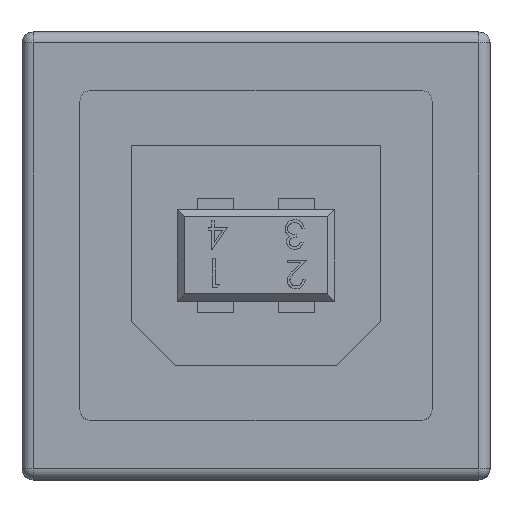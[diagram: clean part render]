
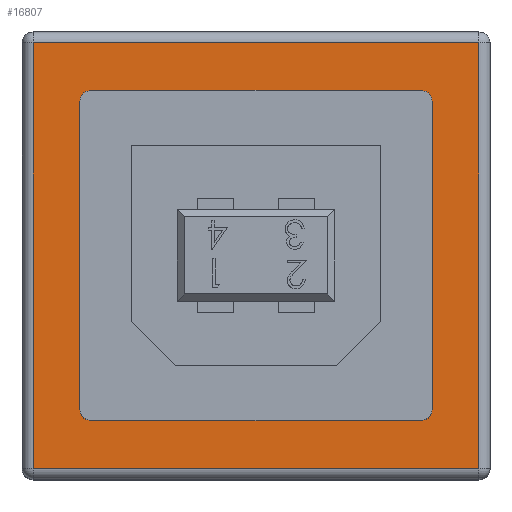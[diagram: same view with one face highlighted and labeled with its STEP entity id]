
A CAD part, top view. The second image highlights one B-rep face of the part: STEP entity #16807.
In plain terms, the highlighted planar face has unit normal (0, 0, 1).
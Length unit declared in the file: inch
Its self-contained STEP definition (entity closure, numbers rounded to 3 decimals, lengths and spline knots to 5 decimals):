
#1905 = EDGE_CURVE ( 'NONE', #1915, #16890, #16247, .T. ) ;
#1906 = ORIENTED_EDGE ( 'NONE', *, *, #1905, .T. ) ;
#1913 = VERTEX_POINT ( 'NONE', #16241 ) ;
#1914 = ORIENTED_EDGE ( 'NONE', *, *, #1919, .F. ) ;
#1915 = VERTEX_POINT ( 'NONE', #16240 ) ;
#1916 = EDGE_CURVE ( 'NONE', #1920, #2168, #16239, .T. ) ;
#1917 = EDGE_LOOP ( 'NONE', ( #1914, #1906, #16891, #16876, #16872, #16862, #16865, #16857 ) ) ;
#1918 = ORIENTED_EDGE ( 'NONE', *, *, #1916, .T. ) ;
#1919 = EDGE_CURVE ( 'NONE', #1915, #1913, #16235, .T. ) ;
#1920 = VERTEX_POINT ( 'NONE', #16231 ) ;
#1921 = ORIENTED_EDGE ( 'NONE', *, *, #1922, .T. ) ;
#1922 = EDGE_CURVE ( 'NONE', #1923, #1920, #16230, .T. ) ;
#1923 = VERTEX_POINT ( 'NONE', #16226 ) ;
#1925 = EDGE_CURVE ( 'NONE', #2122, #1923, #16225, .T. ) ;
#2113 = ORIENTED_EDGE ( 'NONE', *, *, #1925, .T. ) ;
#2121 = EDGE_CURVE ( 'NONE', #2168, #2122, #16587, .T. ) ;
#2122 = VERTEX_POINT ( 'NONE', #16583 ) ;
#2168 = VERTEX_POINT ( 'NONE', #16695 ) ;
#2884 = ORIENTED_EDGE ( 'NONE', *, *, #2121, .T. ) ;
#7153 = PLANE ( 'NONE',  #7272 ) ;
#7154 = FACE_BOUND ( 'NONE', #1917, .T. ) ;
#7155 = FACE_OUTER_BOUND ( 'NONE', #16796, .T. ) ;
#7239 = CARTESIAN_POINT ( 'NONE',  ( 0.225, 0.225, 0.357 ) ) ;
#7269 = DIRECTION ( 'NONE',  ( -1., 0., 0. ) ) ;
#7270 = DIRECTION ( 'NONE',  ( 0., 0., -1. ) ) ;
#7271 = CARTESIAN_POINT ( 'NONE',  ( 0.319, 0.305, 0.357 ) ) ;
#7272 = AXIS2_PLACEMENT_3D ( 'NONE', #7271, #7270, #7269 ) ;
#7337 = CARTESIAN_POINT ( 'NONE',  ( -0.24, 0.21, 0.357 ) ) ;
#7338 = DIRECTION ( 'NONE',  ( -1., 0., 0. ) ) ;
#7339 = DIRECTION ( 'NONE',  ( 0., 0., -1. ) ) ;
#7340 = CARTESIAN_POINT ( 'NONE',  ( 0.225, 0.21, 0.357 ) ) ;
#7341 = AXIS2_PLACEMENT_3D ( 'NONE', #7340, #7339, #7338 ) ;
#7342 = CIRCLE ( 'NONE', #7341, 0.015 ) ;
#7371 = CIRCLE ( 'NONE', #7433, 0.015 ) ;
#7372 = CARTESIAN_POINT ( 'NONE',  ( -0.225, -0.225, 0.357 ) ) ;
#7373 = DIRECTION ( 'NONE',  ( 1., 0., 0. ) ) ;
#7374 = VECTOR ( 'NONE', #7373, 39.37008 ) ;
#7375 = CARTESIAN_POINT ( 'NONE',  ( 0.24, -0.225, 0.357 ) ) ;
#7376 = LINE ( 'NONE', #7375, #7374 ) ;
#7377 = DIRECTION ( 'NONE',  ( 0., -1., 0. ) ) ;
#7378 = VECTOR ( 'NONE', #7377, 39.37008 ) ;
#7379 = CARTESIAN_POINT ( 'NONE',  ( -0.24, 0.225, 0.357 ) ) ;
#7380 = LINE ( 'NONE', #7379, #7378 ) ;
#7381 = CARTESIAN_POINT ( 'NONE',  ( -0.24, -0.21, 0.357 ) ) ;
#7393 = DIRECTION ( 'NONE',  ( -1., 0., 0. ) ) ;
#7394 = VECTOR ( 'NONE', #7393, 39.37008 ) ;
#7395 = CARTESIAN_POINT ( 'NONE',  ( 0.24, 0.225, 0.357 ) ) ;
#7396 = LINE ( 'NONE', #7395, #7394 ) ;
#7397 = CARTESIAN_POINT ( 'NONE',  ( -0.225, 0.225, 0.357 ) ) ;
#7398 = DIRECTION ( 'NONE',  ( -1., 0., 0. ) ) ;
#7399 = DIRECTION ( 'NONE',  ( 0., 0., -1. ) ) ;
#7400 = CARTESIAN_POINT ( 'NONE',  ( -0.225, 0.21, 0.357 ) ) ;
#7401 = AXIS2_PLACEMENT_3D ( 'NONE', #7400, #7399, #7398 ) ;
#7402 = CIRCLE ( 'NONE', #7401, 0.015 ) ;
#7415 = CARTESIAN_POINT ( 'NONE',  ( 0.225, -0.225, 0.357 ) ) ;
#7430 = DIRECTION ( 'NONE',  ( -1., 0., 0. ) ) ;
#7431 = DIRECTION ( 'NONE',  ( 0., 0., -1. ) ) ;
#7432 = CARTESIAN_POINT ( 'NONE',  ( -0.225, -0.21, 0.357 ) ) ;
#7433 = AXIS2_PLACEMENT_3D ( 'NONE', #7432, #7431, #7430 ) ;
#16222 = DIRECTION ( 'NONE',  ( 0., 1., 0. ) ) ;
#16223 = VECTOR ( 'NONE', #16222, 39.37008 ) ;
#16224 = CARTESIAN_POINT ( 'NONE',  ( 0.304, 0.305, 0.357 ) ) ;
#16225 = LINE ( 'NONE', #16224, #16223 ) ;
#16226 = CARTESIAN_POINT ( 'NONE',  ( 0.304, 0.29, 0.357 ) ) ;
#16227 = DIRECTION ( 'NONE',  ( -1., 0., 0. ) ) ;
#16228 = VECTOR ( 'NONE', #16227, 39.37008 ) ;
#16229 = CARTESIAN_POINT ( 'NONE',  ( -0.319, 0.29, 0.357 ) ) ;
#16230 = LINE ( 'NONE', #16229, #16228 ) ;
#16231 = CARTESIAN_POINT ( 'NONE',  ( -0.304, 0.29, 0.357 ) ) ;
#16232 = DIRECTION ( 'NONE',  ( 0., 1., 0. ) ) ;
#16233 = VECTOR ( 'NONE', #16232, 39.37008 ) ;
#16234 = CARTESIAN_POINT ( 'NONE',  ( 0.24, 0.225, 0.357 ) ) ;
#16235 = LINE ( 'NONE', #16234, #16233 ) ;
#16236 = DIRECTION ( 'NONE',  ( 0., -1., 0. ) ) ;
#16237 = VECTOR ( 'NONE', #16236, 39.37008 ) ;
#16238 = CARTESIAN_POINT ( 'NONE',  ( -0.304, 0.305, 0.357 ) ) ;
#16239 = LINE ( 'NONE', #16238, #16237 ) ;
#16240 = CARTESIAN_POINT ( 'NONE',  ( 0.24, -0.21, 0.357 ) ) ;
#16241 = CARTESIAN_POINT ( 'NONE',  ( 0.24, 0.21, 0.357 ) ) ;
#16243 = DIRECTION ( 'NONE',  ( -1., 0., 0. ) ) ;
#16244 = DIRECTION ( 'NONE',  ( 0., 0., -1. ) ) ;
#16245 = CARTESIAN_POINT ( 'NONE',  ( 0.225, -0.21, 0.357 ) ) ;
#16246 = AXIS2_PLACEMENT_3D ( 'NONE', #16245, #16244, #16243 ) ;
#16247 = CIRCLE ( 'NONE', #16246, 0.015 ) ;
#16583 = CARTESIAN_POINT ( 'NONE',  ( 0.304, -0.29, 0.357 ) ) ;
#16584 = DIRECTION ( 'NONE',  ( 1., 0., 0. ) ) ;
#16585 = VECTOR ( 'NONE', #16584, 39.37008 ) ;
#16586 = CARTESIAN_POINT ( 'NONE',  ( 0.319, -0.29, 0.357 ) ) ;
#16587 = LINE ( 'NONE', #16586, #16585 ) ;
#16695 = CARTESIAN_POINT ( 'NONE',  ( -0.304, -0.29, 0.357 ) ) ;
#16796 = EDGE_LOOP ( 'NONE', ( #2884, #2113, #1921, #1918 ) ) ;
#16800 = VERTEX_POINT ( 'NONE', #7239 ) ;
#16807 = ADVANCED_FACE ( 'NONE', ( #7155, #7154 ), #7153, .F. ) ;
#16857 = ORIENTED_EDGE ( 'NONE', *, *, #16859, .T. ) ;
#16859 = EDGE_CURVE ( 'NONE', #16800, #1913, #7342, .T. ) ;
#16860 = VERTEX_POINT ( 'NONE', #7337 ) ;
#16862 = ORIENTED_EDGE ( 'NONE', *, *, #16863, .T. ) ;
#16863 = EDGE_CURVE ( 'NONE', #16860, #16864, #7402, .T. ) ;
#16864 = VERTEX_POINT ( 'NONE', #7397 ) ;
#16865 = ORIENTED_EDGE ( 'NONE', *, *, #16866, .F. ) ;
#16866 = EDGE_CURVE ( 'NONE', #16800, #16864, #7396, .T. ) ;
#16871 = VERTEX_POINT ( 'NONE', #7381 ) ;
#16872 = ORIENTED_EDGE ( 'NONE', *, *, #16873, .F. ) ;
#16873 = EDGE_CURVE ( 'NONE', #16860, #16871, #7380, .T. ) ;
#16874 = EDGE_CURVE ( 'NONE', #16875, #16890, #7376, .T. ) ;
#16875 = VERTEX_POINT ( 'NONE', #7372 ) ;
#16876 = ORIENTED_EDGE ( 'NONE', *, *, #16877, .T. ) ;
#16877 = EDGE_CURVE ( 'NONE', #16875, #16871, #7371, .T. ) ;
#16890 = VERTEX_POINT ( 'NONE', #7415 ) ;
#16891 = ORIENTED_EDGE ( 'NONE', *, *, #16874, .F. ) ;
